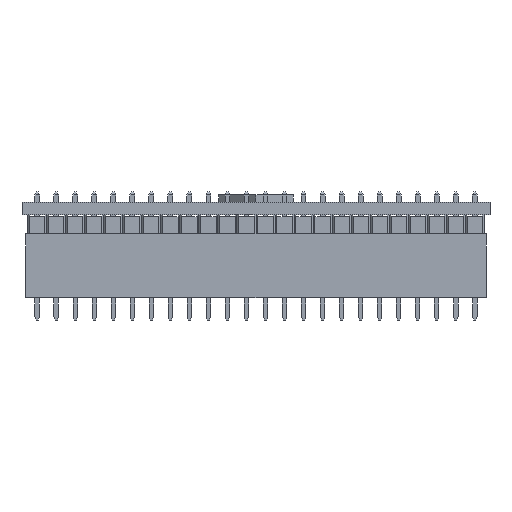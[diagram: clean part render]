
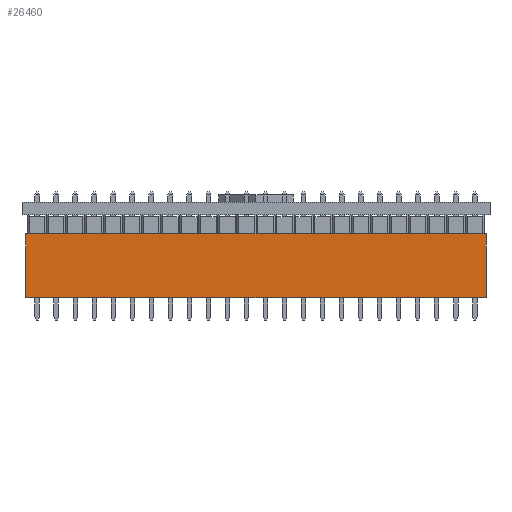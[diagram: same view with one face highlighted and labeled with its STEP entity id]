
A CAD part, left-side view. The second image highlights one B-rep face of the part: STEP entity #26460.
In plain terms, the highlighted face is planar.
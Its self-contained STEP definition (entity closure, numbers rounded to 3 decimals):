
#2124=FACE_OUTER_BOUND('',#3762,.T.);
#3762=EDGE_LOOP('',(#22229,#22230,#22231,#22232));
#5745=LINE('',#38525,#9207);
#6521=LINE('',#40108,#9983);
#6793=LINE('',#40663,#10255);
#6835=LINE('',#40746,#10297);
#9207=VECTOR('',#31715,8.5);
#9983=VECTOR('',#33089,8.5);
#10255=VECTOR('',#33579,25.9);
#10297=VECTOR('',#33623,25.9);
#12083=VERTEX_POINT('',#38522);
#12084=VERTEX_POINT('',#38524);
#12591=VERTEX_POINT('',#40105);
#12592=VERTEX_POINT('',#40107);
#15009=EDGE_CURVE('',#12084,#12083,#5745,.T.);
#15785=EDGE_CURVE('',#12591,#12592,#6521,.T.);
#16057=EDGE_CURVE('',#12083,#12592,#6793,.T.);
#16099=EDGE_CURVE('',#12084,#12591,#6835,.T.);
#22229=ORIENTED_EDGE('',*,*,#16099,.F.);
#22230=ORIENTED_EDGE('',*,*,#15009,.T.);
#22231=ORIENTED_EDGE('',*,*,#16057,.T.);
#22232=ORIENTED_EDGE('',*,*,#15785,.F.);
#25018=PLANE('',#28058);
#26460=ADVANCED_FACE('',(#2124),#25018,.T.);
#28058=AXIS2_PLACEMENT_3D('',#40745,#33621,#33622);
#31715=DIRECTION('',(0.,1.,0.));
#33089=DIRECTION('',(0.,1.,0.));
#33579=DIRECTION('',(1.,0.,0.));
#33621=DIRECTION('center_axis',(0.,0.,-1.));
#33622=DIRECTION('ref_axis',(0.,1.,0.));
#33623=DIRECTION('',(1.,0.,0.));
#38522=CARTESIAN_POINT('',(-25.4,8.5,-1.27));
#38524=CARTESIAN_POINT('',(-25.4,0.,-1.27));
#38525=CARTESIAN_POINT('',(-25.4,0.,-1.27));
#40105=CARTESIAN_POINT('',(36.06,0.,-1.27));
#40107=CARTESIAN_POINT('',(36.06,8.5,-1.27));
#40108=CARTESIAN_POINT('',(36.06,0.,-1.27));
#40663=CARTESIAN_POINT('',(-25.4,8.5,-1.27));
#40745=CARTESIAN_POINT('Origin',(0.,0.,-1.27));
#40746=CARTESIAN_POINT('',(-15.24,0.,-1.27));
